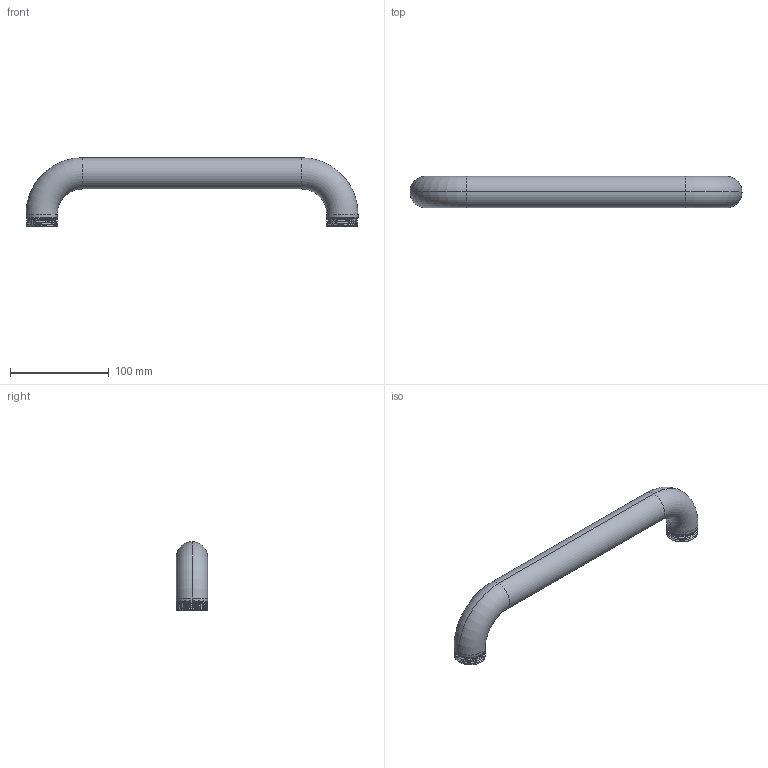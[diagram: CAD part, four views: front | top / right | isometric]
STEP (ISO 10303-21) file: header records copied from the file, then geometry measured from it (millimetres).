
FILE_DESCRIPTION((''),'2;1');
FILE_NAME('5080_ASM','2023-01-04T08:16:23',('rsmith'),(''),'CREO PARAMETRIC BY PTC INC, 2019352','CREO PARAMETRIC BY PTC INC, 2019352','');
FILE_SCHEMA(('CONFIG_CONTROL_DESIGN'));
Length unit declared in the file: inch
Products named in the file (3): 50869; 80526; 5080_ASM
Assembly tree (3 placements, depth 2):
  5080_ASM
    50869  x2
    80526
Bounding box: 336.55 x 31.75 x 69.6 mm (x, y, z)
Volume: 50672.6 mm3; surface area: 111470.4 mm2
Topology: 3 solids, 4 shells, 98 faces, 222 edges, 138 vertices
Faces by surface type: cylinder 54, plane 16, bspline 12, torus 12, cone 4
Entity records: 3340 total; most frequent: CARTESIAN_POINT 1807, DIRECTION 322, ORIENTED_EDGE 284, EDGE_CURVE 144, AXIS2_PLACEMENT_3D 142, VERTEX_POINT 87, CIRCLE 75, EDGE_LOOP 73
